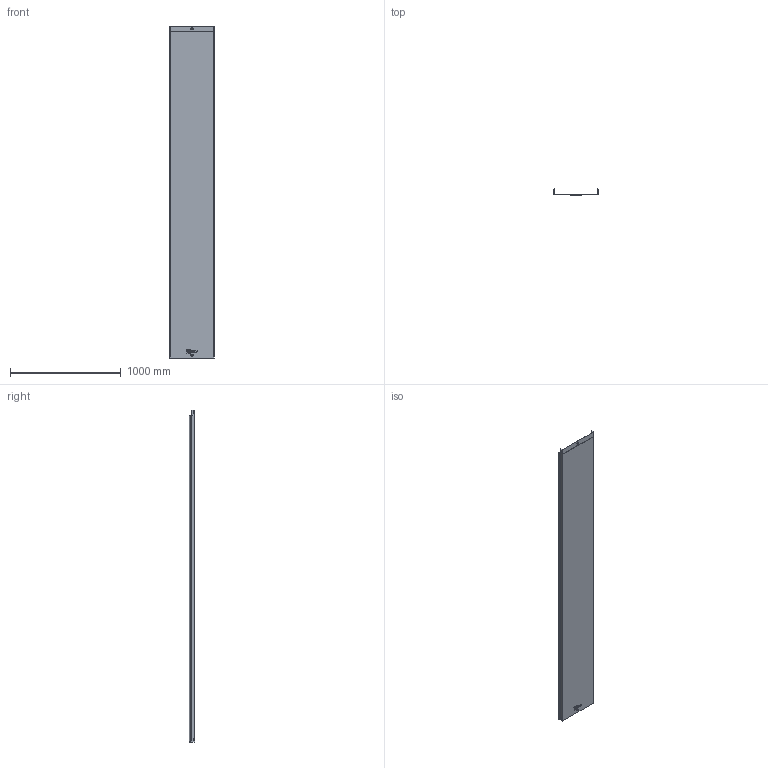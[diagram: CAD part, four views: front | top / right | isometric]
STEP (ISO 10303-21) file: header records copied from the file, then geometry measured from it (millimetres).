
FILE_DESCRIPTION (( 'STEP AP203' ), '1' );
FILE_NAME ('Cable tray 50õ400õ3000.STEP', '2019-04-24T06:30:45', ( '' ), ( '' ), 'SwSTEP 2.0', 'SolidWorks 2017', '' );
FILE_SCHEMA (( 'CONFIG_CONTROL_DESIGN' ));
Length unit declared in the file: millimetre
Products named in the file (1): Cable tray 50õ400õ3000
Bounding box: 402.9 x 51.08 x 3000 mm (x, y, z)
Volume: 1568052.9 mm3; surface area: 3143278.8 mm2
Topology: 1 solids, 1 shells, 422 faces, 1031 edges, 627 vertices
Faces by surface type: cylinder 156, plane 133, bspline 73, torus 56, sphere 4
Entity records: 20306 total; most frequent: CARTESIAN_POINT 10922, ORIENTED_EDGE 2054, DIRECTION 1793, EDGE_CURVE 1027, AXIS2_PLACEMENT_3D 655, VERTEX_POINT 627, LINE 483, VECTOR 483
